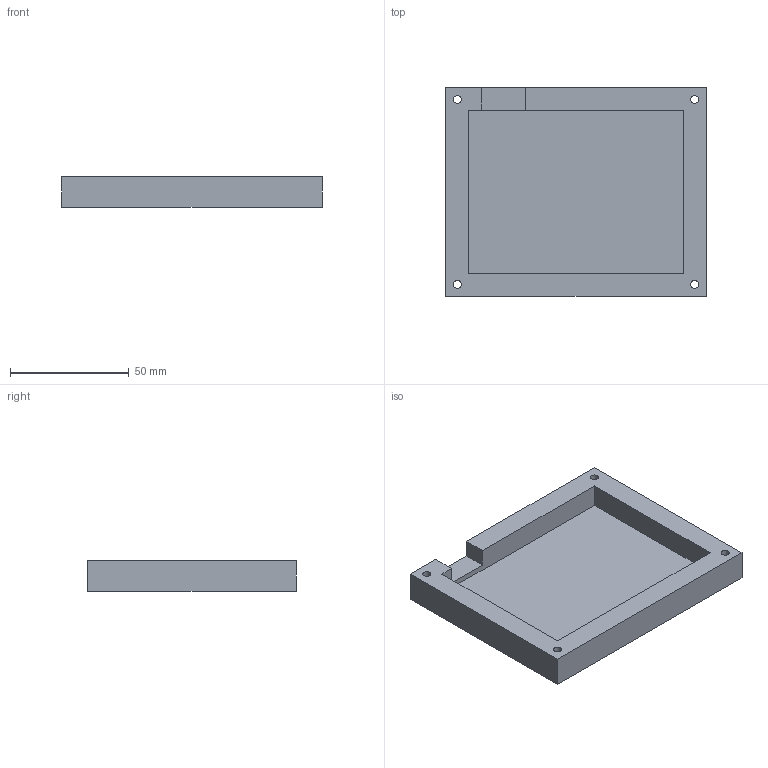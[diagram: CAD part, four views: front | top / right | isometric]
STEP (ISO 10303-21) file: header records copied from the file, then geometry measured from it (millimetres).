
FILE_DESCRIPTION(/* description */ (''),/* implementation_level */ '2;1');
FILE_NAME(/* name */ 'Bottom.step',/* time_stamp */ '2025-05-26T15:12:06-05:00',/* author */ (''),/* organization */ (''),/* preprocessor_version */ 'ST-DEVELOPER v20.1',/* originating_system */ 'Autodesk Translation Framework v14.10.0.0',/* authorisation */ '');
FILE_SCHEMA (('AUTOMOTIVE_DESIGN { 1 0 10303 214 3 1 1 }'));
Length unit declared in the file: millimetre
Products named in the file (1): command_pad_v1
Bounding box: 110 x 88 x 13 mm (x, y, z)
Volume: 61019.5 mm3; surface area: 28178 mm2
Topology: 1 solids, 1 shells, 357 faces, 981 edges, 654 vertices
Faces by surface type: bspline 221, plane 128, cylinder 8
Full cylindrical faces by diameter (mm): 3.4 x4, 6 x4
Entity records: 13370 total; most frequent: CARTESIAN_POINT 5750, ORIENTED_EDGE 1962, EDGE_CURVE 981, DIRECTION 829, VERTEX_POINT 654, LINE 523, VECTOR 523, B_SPLINE_CURVE_WITH_KNOTS 442
